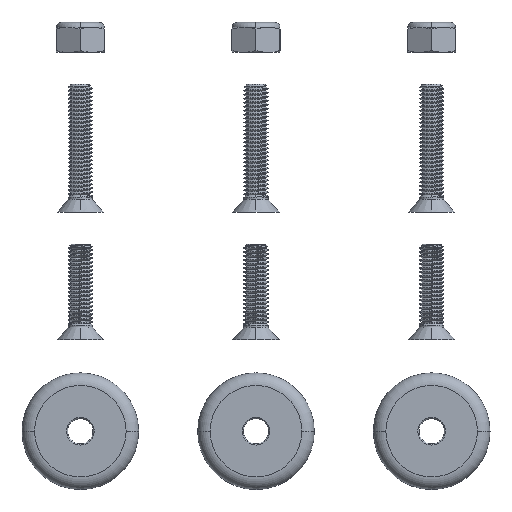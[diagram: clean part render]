
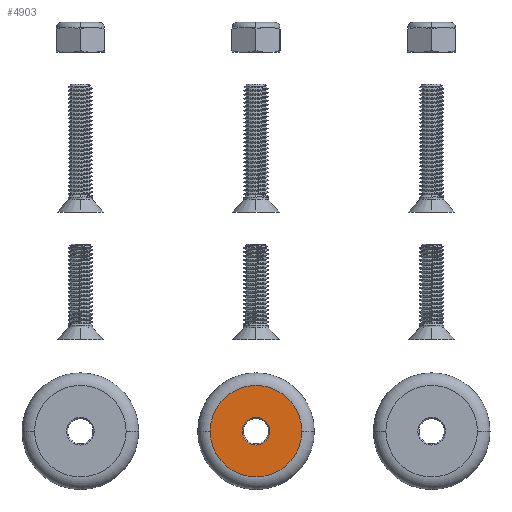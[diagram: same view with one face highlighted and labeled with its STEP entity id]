
A CAD part, top view. The second image highlights one B-rep face of the part: STEP entity #4903.
In plain terms, the highlighted planar face has unit normal (0, 0, 1).
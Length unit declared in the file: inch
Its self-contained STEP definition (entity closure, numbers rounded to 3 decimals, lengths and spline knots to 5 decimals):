
#78 = CARTESIAN_POINT ( 'NONE',  ( 0.10827, 0., 0. ) ) ;
#164 = AXIS2_PLACEMENT_3D ( 'NONE', #4867, #15402, #3212 ) ;
#345 = CARTESIAN_POINT ( 'NONE',  ( -0.35827, 0., 0. ) ) ;
#866 = DIRECTION ( 'NONE',  ( 1., 0., 0. ) ) ;
#1039 = EDGE_CURVE ( 'NONE', #7099, #5971, #9875, .T. ) ;
#2363 = DIRECTION ( 'NONE',  ( 1., 0., 0. ) ) ;
#2472 = ORIENTED_EDGE ( 'NONE', *, *, #14531, .T. ) ;
#2767 = FACE_BOUND ( 'NONE', #17530, .T. ) ;
#3212 = DIRECTION ( 'NONE',  ( 1., 0., 0. ) ) ;
#3531 = AXIS2_PLACEMENT_3D ( 'NONE', #13272, #17639, #2363 ) ;
#3943 = CIRCLE ( 'NONE', #164, 0.10827 ) ;
#4483 = AXIS2_PLACEMENT_3D ( 'NONE', #6913, #10182, #866 ) ;
#4867 = CARTESIAN_POINT ( 'NONE',  ( 0., 0., 0. ) ) ;
#4903 = ADVANCED_FACE ( 'NONE', ( #2767, #11675 ), #8396, .T. ) ;
#4925 = EDGE_CURVE ( 'NONE', #7133, #5783, #10180, .T. ) ;
#5783 = VERTEX_POINT ( 'NONE', #78 ) ;
#5971 = VERTEX_POINT ( 'NONE', #18719 ) ;
#6913 = CARTESIAN_POINT ( 'NONE',  ( 0., 0., 0. ) ) ;
#7099 = VERTEX_POINT ( 'NONE', #345 ) ;
#7133 = VERTEX_POINT ( 'NONE', #15525 ) ;
#8396 = PLANE ( 'NONE',  #3531 ) ;
#9875 = CIRCLE ( 'NONE', #15293, 0.35827 ) ;
#10180 = CIRCLE ( 'NONE', #4483, 0.10827 ) ;
#10182 = DIRECTION ( 'NONE',  ( 0., 0., -1. ) ) ;
#10559 = CARTESIAN_POINT ( 'NONE',  ( 0., 0., 0. ) ) ;
#10600 = EDGE_CURVE ( 'NONE', #5783, #7133, #3943, .T. ) ;
#11675 = FACE_OUTER_BOUND ( 'NONE', #16480, .T. ) ;
#12845 = DIRECTION ( 'NONE',  ( 1., 0., 0. ) ) ;
#13272 = CARTESIAN_POINT ( 'NONE',  ( 0., 0., 0. ) ) ;
#14051 = CARTESIAN_POINT ( 'NONE',  ( 0., 0., 0. ) ) ;
#14132 = AXIS2_PLACEMENT_3D ( 'NONE', #14051, #15927, #12845 ) ;
#14531 = EDGE_CURVE ( 'NONE', #5971, #7099, #16025, .T. ) ;
#15293 = AXIS2_PLACEMENT_3D ( 'NONE', #10559, #18580, #19616 ) ;
#15402 = DIRECTION ( 'NONE',  ( 0., 0., -1. ) ) ;
#15525 = CARTESIAN_POINT ( 'NONE',  ( -0.10827, 0., 0. ) ) ;
#15927 = DIRECTION ( 'NONE',  ( 0., 0., 1. ) ) ;
#16025 = CIRCLE ( 'NONE', #14132, 0.35827 ) ;
#16480 = EDGE_LOOP ( 'NONE', ( #2472, #18851 ) ) ;
#17465 = ORIENTED_EDGE ( 'NONE', *, *, #10600, .T. ) ;
#17530 = EDGE_LOOP ( 'NONE', ( #17465, #17967 ) ) ;
#17639 = DIRECTION ( 'NONE',  ( 0., 0., 1. ) ) ;
#17967 = ORIENTED_EDGE ( 'NONE', *, *, #4925, .T. ) ;
#18580 = DIRECTION ( 'NONE',  ( 0., 0., 1. ) ) ;
#18719 = CARTESIAN_POINT ( 'NONE',  ( 0.35827, 0., 0. ) ) ;
#18851 = ORIENTED_EDGE ( 'NONE', *, *, #1039, .T. ) ;
#19616 = DIRECTION ( 'NONE',  ( 1., 0., 0. ) ) ;
